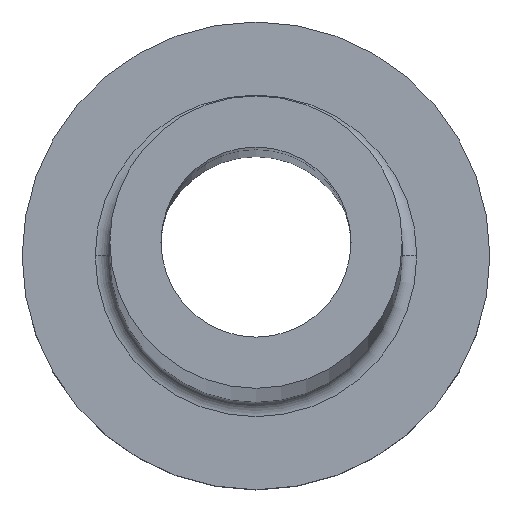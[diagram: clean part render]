
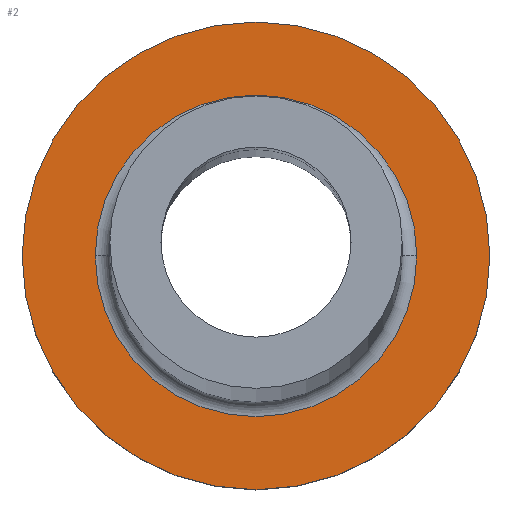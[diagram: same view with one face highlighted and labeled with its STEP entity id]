
A CAD part, top view. The second image highlights one B-rep face of the part: STEP entity #2.
In plain terms, the highlighted planar face has unit normal (0, 0, 1).
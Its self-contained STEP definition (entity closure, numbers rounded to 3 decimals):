
#2 = ADVANCED_FACE ( 'NONE', ( #30, #246 ), #245, .T. ) ;
#4 = EDGE_CURVE ( 'NONE', #93, #163, #5, .T. ) ;
#5 = CIRCLE ( 'NONE', #270, 8. ) ;
#21 = AXIS2_PLACEMENT_3D ( 'NONE', #260, #264, #47 ) ;
#30 = FACE_BOUND ( 'NONE', #42, .T. ) ;
#38 = DIRECTION ( 'NONE',  ( 0., 0., 1. ) ) ;
#42 = EDGE_LOOP ( 'NONE', ( #340, #236 ) ) ;
#47 = DIRECTION ( 'NONE',  ( 1., 0., 0. ) ) ;
#84 = DIRECTION ( 'NONE',  ( 1., 0., 0. ) ) ;
#90 = AXIS2_PLACEMENT_3D ( 'NONE', #385, #38, #220 ) ;
#93 = VERTEX_POINT ( 'NONE', #353 ) ;
#94 = VERTEX_POINT ( 'NONE', #350 ) ;
#103 = CARTESIAN_POINT ( 'NONE',  ( 0., 0., 5. ) ) ;
#152 = CIRCLE ( 'NONE', #21, 5.5 ) ;
#156 = CARTESIAN_POINT ( 'NONE',  ( -5.5, 0., 5. ) ) ;
#162 = EDGE_CURVE ( 'NONE', #163, #93, #396, .T. ) ;
#163 = VERTEX_POINT ( 'NONE', #253 ) ;
#180 = DIRECTION ( 'NONE',  ( 0., 0., 1. ) ) ;
#185 = CIRCLE ( 'NONE', #424, 5.5 ) ;
#220 = DIRECTION ( 'NONE',  ( 1., 0., 0. ) ) ;
#236 = ORIENTED_EDGE ( 'NONE', *, *, #303, .T. ) ;
#245 = PLANE ( 'NONE',  #324 ) ;
#246 = FACE_OUTER_BOUND ( 'NONE', #459, .T. ) ;
#248 = DIRECTION ( 'NONE',  ( 0., 0., 1. ) ) ;
#253 = CARTESIAN_POINT ( 'NONE',  ( 8., 0., 5. ) ) ;
#260 = CARTESIAN_POINT ( 'NONE',  ( 0., 0., 5. ) ) ;
#264 = DIRECTION ( 'NONE',  ( 0., 0., -1. ) ) ;
#269 = EDGE_CURVE ( 'NONE', #94, #402, #185, .T. ) ;
#270 = AXIS2_PLACEMENT_3D ( 'NONE', #282, #248, #386 ) ;
#277 = ORIENTED_EDGE ( 'NONE', *, *, #4, .T. ) ;
#282 = CARTESIAN_POINT ( 'NONE',  ( 0., 0., 5. ) ) ;
#293 = CARTESIAN_POINT ( 'NONE',  ( 0., 0., 5. ) ) ;
#299 = DIRECTION ( 'NONE',  ( 0., 0., -1. ) ) ;
#303 = EDGE_CURVE ( 'NONE', #402, #94, #152, .T. ) ;
#324 = AXIS2_PLACEMENT_3D ( 'NONE', #103, #180, #391 ) ;
#340 = ORIENTED_EDGE ( 'NONE', *, *, #269, .T. ) ;
#350 = CARTESIAN_POINT ( 'NONE',  ( 5.5, 0., 5. ) ) ;
#353 = CARTESIAN_POINT ( 'NONE',  ( -8., 0., 5. ) ) ;
#385 = CARTESIAN_POINT ( 'NONE',  ( 0., 0., 5. ) ) ;
#386 = DIRECTION ( 'NONE',  ( 1., 0., 0. ) ) ;
#391 = DIRECTION ( 'NONE',  ( 1., 0., 0. ) ) ;
#396 = CIRCLE ( 'NONE', #90, 8. ) ;
#402 = VERTEX_POINT ( 'NONE', #156 ) ;
#421 = ORIENTED_EDGE ( 'NONE', *, *, #162, .T. ) ;
#424 = AXIS2_PLACEMENT_3D ( 'NONE', #293, #299, #84 ) ;
#459 = EDGE_LOOP ( 'NONE', ( #277, #421 ) ) ;
